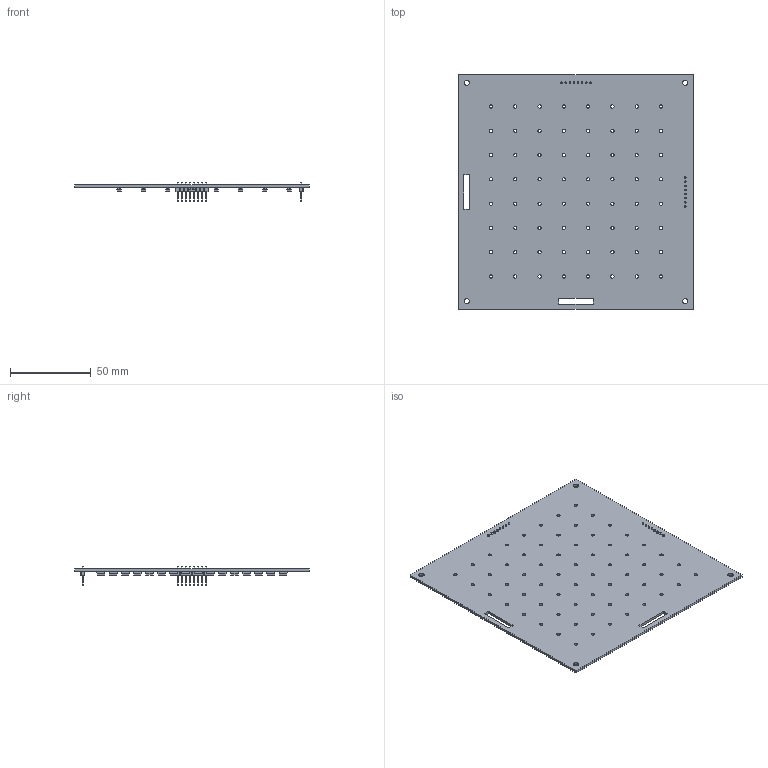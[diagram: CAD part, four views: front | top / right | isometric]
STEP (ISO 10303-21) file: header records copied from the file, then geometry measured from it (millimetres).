
FILE_DESCRIPTION(('KiCad electronic assembly'),'2;1');
FILE_NAME('haptic display 8x8 aisler.step','2021-01-07T19:48:57',( 'An Author'),('A Company'),'Open CASCADE STEP processor 6.9', 'KiCad to STEP converter','Unknown');
FILE_SCHEMA(('AUTOMOTIVE_DESIGN { 1 0 10303 214 1 1 1 1 }'));
Length unit declared in the file: millimetre
Products named in the file (6): Open CASCADE STEP translator 6.9 1; D_SMA; SOLID; PinHeader_1x08_P2.54mm_Vertical; COMPOUND
Assembly tree (133 placements, depth 3):
  Open CASCADE STEP translator 6.9 1
    D_SMA  x128
      SOLID
    PinHeader_1x08_P2.54mm_Vertical  x2
      SOLID
    COMPOUND
Bounding box: 145 x 145 x 11.54 mm (x, y, z)
Volume: 36667.6 mm3; surface area: 51896.9 mm2
Topology: 131 solids, 131 shells, 5738 faces, 14796 edges, 9480 vertices
Faces by surface type: plane 3862, bspline 1280, cylinder 596
Full cylindrical faces by diameter (mm): 1 x16, 2 x64, 3.2 x4
Entity records: 24916 total; most frequent: CARTESIAN_POINT 4761, DIRECTION 3452, LINE 2178, VECTOR 2178, ORIENTED_EDGE 1728, PCURVE 1728, DEFINITIONAL_REPRESENTATION 1728, EDGE_CURVE 864
